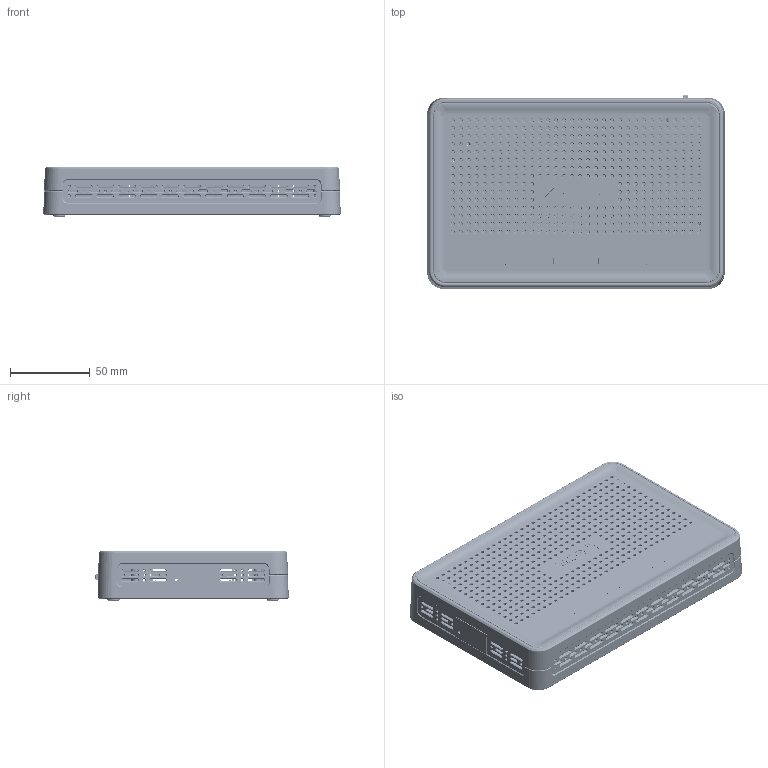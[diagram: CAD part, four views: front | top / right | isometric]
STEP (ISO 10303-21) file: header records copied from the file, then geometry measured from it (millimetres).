
FILE_DESCRIPTION (( 'STEP AP214' ), '1' );
FILE_NAME ('TAU-4M.IP.STEP', '2025-03-12T15:50:04', ( '' ), ( '' ), 'SwSTEP 2.0', 'SolidWorks 2023', '' );
FILE_SCHEMA (( 'AUTOMOTIVE_DESIGN' ));
Length unit declared in the file: millimetre
Products named in the file (16): __NTP.001; __LOGOTIP_ELTEX_LOGOTIP_ELTEX; __NTP_TAU-4M.IP; __Plate tau4mip_1v1; __decorativ panel TAU-4M.IP_2; __DJK_02A_DJK_02A_DJK-02; __LPJE201NNL_LPJE201NNL_LINK-PP LPJE201NNL; __NTP.002_TAU-4M.IP; __HYDERON HEB-21; __USBV_USBV; __NTP.003; __3065S02642_KINSUN__3065S02642_KINSUN__Kinsun 3065-02; TAU-4M.IP; __decorativ panel TAU-4M.IP; __PS22F02Y_PS22F02Y_PS22F02Y (UP); __DIN7981 2.9_DIN7981 2,9x13
Assembly tree (21 placements, depth 3):
  __LOGOTIP_ELTEX_LOGOTIP_ELTEX
  TAU-4M.IP
    __Plate tau4mip_1v1
      __3065S02642_KINSUN__3065S02642_KINSUN__Kinsun 3065-02  x2
      __LPJE201NNL_LPJE201NNL_LINK-PP LPJE201NNL
      __USBV_USBV
      __DJK_02A_DJK_02A_DJK-02
      __PS22F02Y_PS22F02Y_PS22F02Y (UP)
    __NTP_TAU-4M.IP
      __NTP.001
      __NTP.002_TAU-4M.IP
      __NTP.003
    __HYDERON HEB-21  x4
    __DIN7981 2.9_DIN7981 2,9x13  x4
    __decorativ panel TAU-4M.IP
    __decorativ panel TAU-4M.IP_2
Bounding box: 186.92 x 121.61 x 31.6 mm (x, y, z)
Volume: 131902.6 mm3; surface area: 168802.3 mm2
Topology: 37 solids, 37 shells, 7491 faces, 18493 edges, 11574 vertices
Faces by surface type: plane 3143, cone 2154, torus 990, cylinder 596, bspline 590, sphere 18
Entity records: 289121 total; most frequent: CARTESIAN_POINT 116749, ORIENTED_EDGE 34176, DIRECTION 33997, EDGE_CURVE 17088, AXIS2_PLACEMENT_3D 12805, VERTEX_POINT 10766, EDGE_LOOP 8638, LINE 8387
